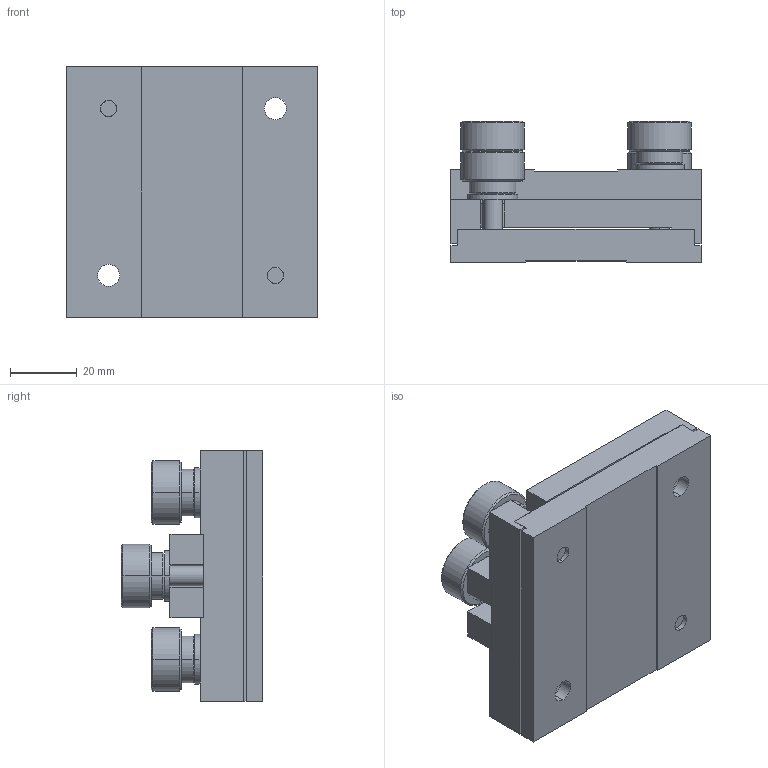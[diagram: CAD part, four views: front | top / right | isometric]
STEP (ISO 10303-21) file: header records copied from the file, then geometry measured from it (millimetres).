
FILE_DESCRIPTION (( 'STEP AP203' ), '1' );
FILE_NAME ('02SDB-7M.STEP', '2016-03-01T01:35:47', ( '' ), ( '' ), 'SwSTEP 2.0', 'SolidWorks 2016', '' );
FILE_SCHEMA (( 'CONFIG_CONTROL_DESIGN' ));
Length unit declared in the file: millimetre
Products named in the file (1): 02SDB-7M
Bounding box: 75 x 42.4 x 75 mm (x, y, z)
Surface area: 42089.3 mm2 (no closed solid volume)
Topology: 0 solids, 19 shells, 204 faces, 560 edges, 372 vertices
Faces by surface type: plane 94, cylinder 66, cone 36, bspline 8
Entity records: 6661 total; most frequent: CARTESIAN_POINT 1385, DIRECTION 1122, ORIENTED_EDGE 986, EDGE_CURVE 552, AXIS2_PLACEMENT_3D 413, VERTEX_POINT 372, LINE 296, VECTOR 296
